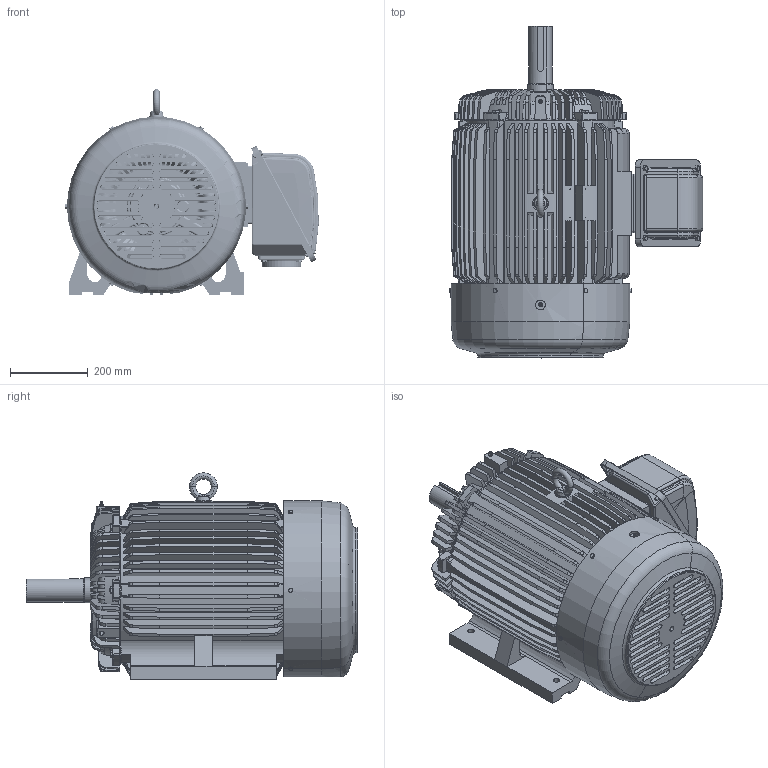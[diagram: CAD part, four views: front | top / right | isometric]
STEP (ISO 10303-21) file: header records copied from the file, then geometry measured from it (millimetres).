
FILE_DESCRIPTION(('CATIA V5 STEP Exchange'),'2;1');
FILE_NAME('365T-H_AllCATPart.stp','2012-08-25T08:27:17+00:00',('none'),('none'),'CATIA Version 5 Release 19 SP 9 (IN-10)','CATIA V5 STEP AP203','none');
FILE_SCHEMA(('CONFIG_CONTROL_DESIGN'));
Length unit declared in the file: millimetre
Products named in the file (1): 365T-H_AllCATPart
Bounding box: 652.67 x 854.77 x 531.28 mm (x, y, z)
Volume: 28852073.2 mm3; surface area: 5495814.8 mm2
Topology: 49 solids, 49 shells, 4241 faces, 11823 edges, 7727 vertices
Faces by surface type: plane 1470, cylinder 941, torus 935, cone 811, bspline 50, sphere 34
Entity records: 140867 total; most frequent: CARTESIAN_POINT 47664, ORIENTED_EDGE 23578, DIRECTION 12388, EDGE_CURVE 11789, VERTEX_POINT 7727, AXIS2_PLACEMENT_3D 6513, EDGE_LOOP 4554, CIRCLE 4393
